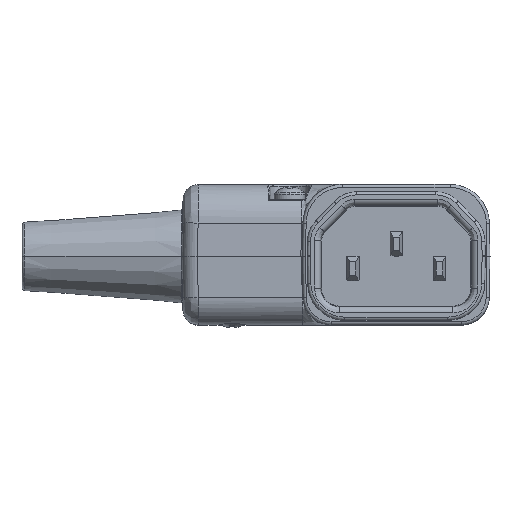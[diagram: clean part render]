
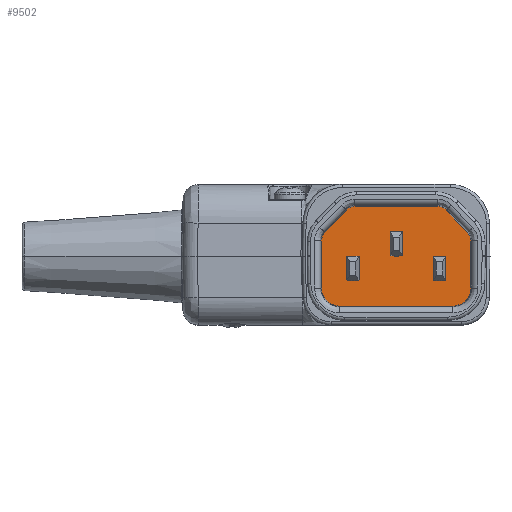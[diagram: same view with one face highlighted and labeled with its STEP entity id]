
A CAD part, top view. The second image highlights one B-rep face of the part: STEP entity #9502.
In plain terms, the highlighted planar face has unit normal (0, 0, 1).
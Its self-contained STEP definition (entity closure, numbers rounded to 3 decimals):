
#321=DIRECTION('',(1.,0.,0.));
#322=VECTOR('',#321,13.274);
#323=CARTESIAN_POINT('',(-6.637,8.075,-16.5));
#324=LINE('',#323,#322);
#352=DIRECTION('',(0.688,-0.725,0.));
#353=VECTOR('',#352,4.995);
#354=CARTESIAN_POINT('',(8.088,7.452,-16.5));
#355=LINE('',#354,#353);
#383=DIRECTION('',(0.,-1.,0.));
#384=VECTOR('',#383,7.527);
#385=CARTESIAN_POINT('',(12.075,2.452,-16.5));
#386=LINE('',#385,#384);
#421=DIRECTION('',(-1.,0.,0.));
#422=VECTOR('',#421,18.15);
#423=CARTESIAN_POINT('',(9.075,-8.075,-16.5));
#424=LINE('',#423,#422);
#459=DIRECTION('',(0.,1.,0.));
#460=VECTOR('',#459,7.527);
#461=CARTESIAN_POINT('',(-12.075,-5.075,-16.5));
#462=LINE('',#461,#460);
#490=DIRECTION('',(0.688,0.725,0.));
#491=VECTOR('',#490,4.995);
#492=CARTESIAN_POINT('',(-11.526,3.829,-16.5));
#493=LINE('',#492,#491);
#513=CARTESIAN_POINT('',(-12.075,-5.075,-16.5));
#514=CARTESIAN_POINT('',(-12.075,-5.575,-16.5));
#515=CARTESIAN_POINT('',(-11.858,-6.358,-16.5));
#516=CARTESIAN_POINT('',(-11.241,-7.241,-16.5));
#517=CARTESIAN_POINT('',(-10.358,-7.858,-16.5));
#518=CARTESIAN_POINT('',(-9.575,-8.075,-16.5));
#519=CARTESIAN_POINT('',(-9.075,-8.075,-16.5));
#521=CARTESIAN_POINT('',(-11.526,3.829,-16.5));
#522=CARTESIAN_POINT('',(-11.709,3.636,-16.5));
#523=CARTESIAN_POINT('',(-11.973,3.209,-16.5));
#524=CARTESIAN_POINT('',(-12.075,2.718,-16.5));
#525=CARTESIAN_POINT('',(-12.075,2.452,-16.5));
#527=CARTESIAN_POINT('',(-6.637,8.075,-16.5));
#528=CARTESIAN_POINT('',(-6.923,8.075,-16.5));
#529=CARTESIAN_POINT('',(-7.446,7.958,-16.5));
#530=CARTESIAN_POINT('',(-7.891,7.659,-16.5));
#531=CARTESIAN_POINT('',(-8.088,7.452,-16.5));
#533=CARTESIAN_POINT('',(8.088,7.452,-16.5));
#534=CARTESIAN_POINT('',(7.891,7.659,-16.5));
#535=CARTESIAN_POINT('',(7.446,7.958,-16.5));
#536=CARTESIAN_POINT('',(6.923,8.075,-16.5));
#537=CARTESIAN_POINT('',(6.637,8.075,-16.5));
#539=CARTESIAN_POINT('',(12.075,2.452,-16.5));
#540=CARTESIAN_POINT('',(12.075,2.718,-16.5));
#541=CARTESIAN_POINT('',(11.973,3.209,-16.5));
#542=CARTESIAN_POINT('',(11.709,3.636,-16.5));
#543=CARTESIAN_POINT('',(11.526,3.829,-16.5));
#545=CARTESIAN_POINT('',(9.075,-8.075,-16.5));
#546=CARTESIAN_POINT('',(9.575,-8.075,-16.5));
#547=CARTESIAN_POINT('',(10.358,-7.858,-16.5));
#548=CARTESIAN_POINT('',(11.241,-7.241,-16.5));
#549=CARTESIAN_POINT('',(11.858,-6.358,-16.5));
#550=CARTESIAN_POINT('',(12.075,-5.575,-16.5));
#551=CARTESIAN_POINT('',(12.075,-5.075,-16.5));
#553=DIRECTION('',(0.,-1.,0.));
#554=VECTOR('',#553,3.838);
#555=CARTESIAN_POINT('',(-8.,0.,-16.5));
#556=LINE('',#555,#554);
#557=CARTESIAN_POINT('',(-7.,-0.825,-16.5));
#558=DIRECTION('',(0.,0.,1.));
#559=DIRECTION('',(-0.315,-0.949,0.));
#560=AXIS2_PLACEMENT_3D('',#557,#558,#559);
#562=DIRECTION('',(0.,1.,0.));
#563=VECTOR('',#562,3.838);
#564=CARTESIAN_POINT('',(-6.,-3.838,-16.5));
#565=LINE('',#564,#563);
#566=DIRECTION('',(-1.,0.,0.));
#567=VECTOR('',#566,2.);
#568=CARTESIAN_POINT('',(-6.,0.,-16.5));
#569=LINE('',#568,#567);
#570=DIRECTION('',(0.,-1.,0.));
#571=VECTOR('',#570,3.838);
#572=CARTESIAN_POINT('',(-1.,4.,-16.5));
#573=LINE('',#572,#571);
#574=CARTESIAN_POINT('',(0.,3.175,-16.5));
#575=DIRECTION('',(0.,0.,1.));
#576=DIRECTION('',(-0.315,-0.949,0.));
#577=AXIS2_PLACEMENT_3D('',#574,#575,#576);
#579=DIRECTION('',(0.,1.,0.));
#580=VECTOR('',#579,3.838);
#581=CARTESIAN_POINT('',(1.,0.162,-16.5));
#582=LINE('',#581,#580);
#583=DIRECTION('',(-1.,0.,0.));
#584=VECTOR('',#583,2.);
#585=CARTESIAN_POINT('',(1.,4.,-16.5));
#586=LINE('',#585,#584);
#587=DIRECTION('',(0.,-1.,0.));
#588=VECTOR('',#587,3.838);
#589=CARTESIAN_POINT('',(6.,0.,-16.5));
#590=LINE('',#589,#588);
#591=CARTESIAN_POINT('',(7.,-0.825,-16.5));
#592=DIRECTION('',(0.,0.,1.));
#593=DIRECTION('',(-0.315,-0.949,0.));
#594=AXIS2_PLACEMENT_3D('',#591,#592,#593);
#596=DIRECTION('',(0.,1.,0.));
#597=VECTOR('',#596,3.838);
#598=CARTESIAN_POINT('',(8.,-3.838,-16.5));
#599=LINE('',#598,#597);
#600=DIRECTION('',(-1.,0.,0.));
#601=VECTOR('',#600,2.);
#602=CARTESIAN_POINT('',(8.,0.,-16.5));
#603=LINE('',#602,#601);
#7336=VERTEX_POINT('',#521);
#7337=VERTEX_POINT('',#525);
#7338=VERTEX_POINT('',#527);
#7339=VERTEX_POINT('',#531);
#7340=VERTEX_POINT('',#533);
#7341=VERTEX_POINT('',#537);
#7342=VERTEX_POINT('',#539);
#7343=VERTEX_POINT('',#543);
#7344=VERTEX_POINT('',#513);
#7345=VERTEX_POINT('',#519);
#7346=VERTEX_POINT('',#545);
#7347=VERTEX_POINT('',#551);
#7788=CARTESIAN_POINT('',(-8.,0.,-16.5));
#7789=CARTESIAN_POINT('',(-8.,-3.838,-16.5));
#7790=VERTEX_POINT('',#7788);
#7791=VERTEX_POINT('',#7789);
#7792=CARTESIAN_POINT('',(-6.,-3.838,-16.5));
#7793=CARTESIAN_POINT('',(-6.,0.,-16.5));
#7794=VERTEX_POINT('',#7792);
#7795=VERTEX_POINT('',#7793);
#7796=CARTESIAN_POINT('',(-1.,4.,-16.5));
#7797=CARTESIAN_POINT('',(-1.,0.162,-16.5));
#7798=VERTEX_POINT('',#7796);
#7799=VERTEX_POINT('',#7797);
#7800=CARTESIAN_POINT('',(1.,0.162,-16.5));
#7801=CARTESIAN_POINT('',(1.,4.,-16.5));
#7802=VERTEX_POINT('',#7800);
#7803=VERTEX_POINT('',#7801);
#7804=CARTESIAN_POINT('',(6.,0.,-16.5));
#7805=CARTESIAN_POINT('',(6.,-3.838,-16.5));
#7806=VERTEX_POINT('',#7804);
#7807=VERTEX_POINT('',#7805);
#7808=CARTESIAN_POINT('',(8.,-3.838,-16.5));
#7809=CARTESIAN_POINT('',(8.,0.,-16.5));
#7810=VERTEX_POINT('',#7808);
#7811=VERTEX_POINT('',#7809);
#9453=CARTESIAN_POINT('',(0.,0.,-16.5));
#9454=DIRECTION('',(0.,0.,1.));
#9455=DIRECTION('',(1.,0.,0.));
#9456=AXIS2_PLACEMENT_3D('',#9453,#9454,#9455);
#9457=PLANE('',#9456);
#9458=ORIENTED_EDGE('',*,*,#9392,.F.);
#9459=ORIENTED_EDGE('',*,*,#9406,.T.);
#9460=ORIENTED_EDGE('',*,*,#9420,.F.);
#9461=ORIENTED_EDGE('',*,*,#9434,.T.);
#9462=ORIENTED_EDGE('',*,*,#9447,.F.);
#9463=ORIENTED_EDGE('',*,*,#9293,.T.);
#9464=ORIENTED_EDGE('',*,*,#9308,.F.);
#9465=ORIENTED_EDGE('',*,*,#9322,.T.);
#9466=ORIENTED_EDGE('',*,*,#9336,.F.);
#9467=ORIENTED_EDGE('',*,*,#9350,.T.);
#9468=ORIENTED_EDGE('',*,*,#9364,.F.);
#9469=ORIENTED_EDGE('',*,*,#9378,.T.);
#9470=EDGE_LOOP('',(#9458,#9459,#9460,#9461,#9462,#9463,#9464,#9465,#9466,#9467,
#9468,#9469));
#9471=FACE_OUTER_BOUND('',#9470,.F.);
#9473=ORIENTED_EDGE('',*,*,#9472,.T.);
#9475=ORIENTED_EDGE('',*,*,#9474,.T.);
#9477=ORIENTED_EDGE('',*,*,#9476,.T.);
#9479=ORIENTED_EDGE('',*,*,#9478,.T.);
#9480=EDGE_LOOP('',(#9473,#9475,#9477,#9479));
#9481=FACE_BOUND('',#9480,.F.);
#9483=ORIENTED_EDGE('',*,*,#9482,.T.);
#9485=ORIENTED_EDGE('',*,*,#9484,.T.);
#9487=ORIENTED_EDGE('',*,*,#9486,.T.);
#9489=ORIENTED_EDGE('',*,*,#9488,.T.);
#9490=EDGE_LOOP('',(#9483,#9485,#9487,#9489));
#9491=FACE_BOUND('',#9490,.F.);
#9493=ORIENTED_EDGE('',*,*,#9492,.T.);
#9495=ORIENTED_EDGE('',*,*,#9494,.T.);
#9497=ORIENTED_EDGE('',*,*,#9496,.T.);
#9499=ORIENTED_EDGE('',*,*,#9498,.T.);
#9500=EDGE_LOOP('',(#9493,#9495,#9497,#9499));
#9501=FACE_BOUND('',#9500,.F.);
#9502=ADVANCED_FACE('',(#9471,#9481,#9491,#9501),#9457,.T.);
#520=B_SPLINE_CURVE_WITH_KNOTS('',3,(#513,#514,#515,#516,#517,#518,#519),
.UNSPECIFIED.,.F.,.F.,(4,1,1,1,4),(0.,0.25,0.5,0.75,1.),
.UNSPECIFIED.);
#526=B_SPLINE_CURVE_WITH_KNOTS('',3,(#521,#522,#523,#524,#525),.UNSPECIFIED.,
.F.,.F.,(4,1,4),(0.,0.5,1.),.UNSPECIFIED.);
#532=B_SPLINE_CURVE_WITH_KNOTS('',3,(#527,#528,#529,#530,#531),.UNSPECIFIED.,
.F.,.F.,(4,1,4),(0.,0.5,1.),.UNSPECIFIED.);
#538=B_SPLINE_CURVE_WITH_KNOTS('',3,(#533,#534,#535,#536,#537),.UNSPECIFIED.,
.F.,.F.,(4,1,4),(0.,0.5,1.),.UNSPECIFIED.);
#544=B_SPLINE_CURVE_WITH_KNOTS('',3,(#539,#540,#541,#542,#543),.UNSPECIFIED.,
.F.,.F.,(4,1,4),(0.,0.5,1.),.UNSPECIFIED.);
#552=B_SPLINE_CURVE_WITH_KNOTS('',3,(#545,#546,#547,#548,#549,#550,#551),
.UNSPECIFIED.,.F.,.F.,(4,1,1,1,4),(0.,0.25,0.5,0.75,1.),
.UNSPECIFIED.);
#561=CIRCLE('',#560,3.175);
#578=CIRCLE('',#577,3.175);
#595=CIRCLE('',#594,3.175);
#9293=EDGE_CURVE('',#7338,#7341,#324,.T.);
#9308=EDGE_CURVE('',#7340,#7341,#538,.T.);
#9322=EDGE_CURVE('',#7340,#7343,#355,.T.);
#9336=EDGE_CURVE('',#7342,#7343,#544,.T.);
#9350=EDGE_CURVE('',#7342,#7347,#386,.T.);
#9364=EDGE_CURVE('',#7346,#7347,#552,.T.);
#9378=EDGE_CURVE('',#7346,#7345,#424,.T.);
#9392=EDGE_CURVE('',#7344,#7345,#520,.T.);
#9406=EDGE_CURVE('',#7344,#7337,#462,.T.);
#9420=EDGE_CURVE('',#7336,#7337,#526,.T.);
#9434=EDGE_CURVE('',#7336,#7339,#493,.T.);
#9447=EDGE_CURVE('',#7338,#7339,#532,.T.);
#9472=EDGE_CURVE('',#7790,#7791,#556,.T.);
#9474=EDGE_CURVE('',#7791,#7794,#561,.T.);
#9476=EDGE_CURVE('',#7794,#7795,#565,.T.);
#9478=EDGE_CURVE('',#7795,#7790,#569,.T.);
#9482=EDGE_CURVE('',#7798,#7799,#573,.T.);
#9484=EDGE_CURVE('',#7799,#7802,#578,.T.);
#9486=EDGE_CURVE('',#7802,#7803,#582,.T.);
#9488=EDGE_CURVE('',#7803,#7798,#586,.T.);
#9492=EDGE_CURVE('',#7806,#7807,#590,.T.);
#9494=EDGE_CURVE('',#7807,#7810,#595,.T.);
#9496=EDGE_CURVE('',#7810,#7811,#599,.T.);
#9498=EDGE_CURVE('',#7811,#7806,#603,.T.);
